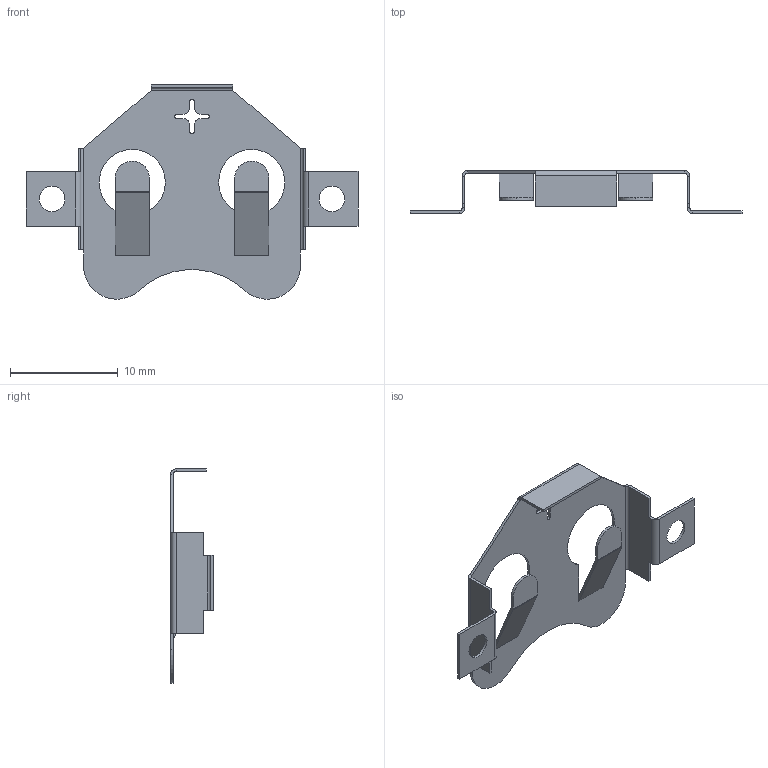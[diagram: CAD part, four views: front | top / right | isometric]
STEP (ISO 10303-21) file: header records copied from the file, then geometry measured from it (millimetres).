
FILE_DESCRIPTION (( 'STEP AP214' ), '1' );
FILE_NAME ('3002.STEP', '2017-01-18T16:37:49', ( '' ), ( '' ), 'SwSTEP 2.0', 'SolidWorks 2013', '' );
FILE_SCHEMA (( 'AUTOMOTIVE_DESIGN' ));
Length unit declared in the file: inch
Products named in the file (1): 3002
Bounding box: 30.76 x 3.96 x 19.86 mm (x, y, z)
Volume: 109.8 mm3; surface area: 922.6 mm2
Topology: 1 solids, 1 shells, 132 faces, 318 edges, 188 vertices
Faces by surface type: plane 91, cylinder 41
Entity records: 3810 total; most frequent: DIRECTION 666, CARTESIAN_POINT 639, ORIENTED_EDGE 636, EDGE_CURVE 318, LINE 236, VECTOR 236, AXIS2_PLACEMENT_3D 215, VERTEX_POINT 188
